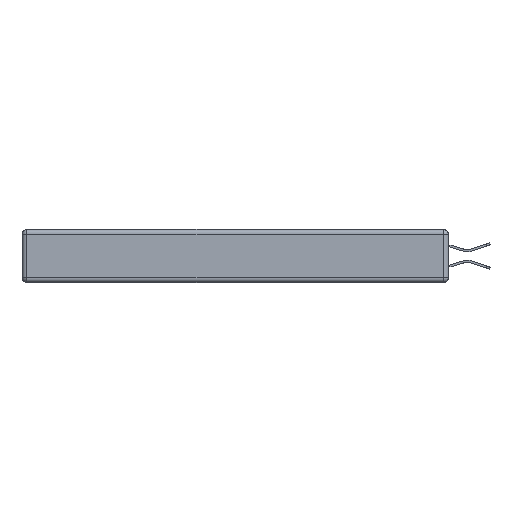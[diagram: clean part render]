
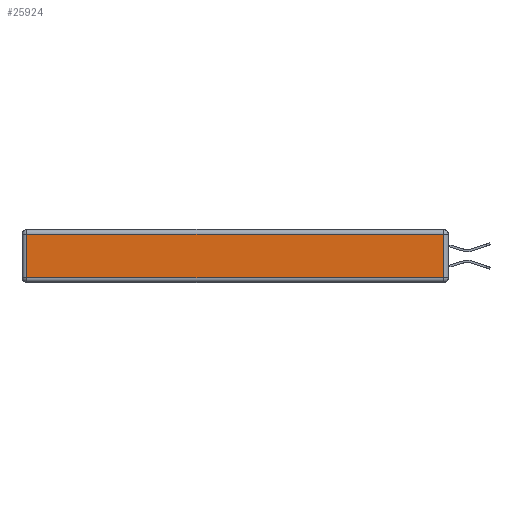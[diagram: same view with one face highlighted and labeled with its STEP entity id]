
A CAD part, left-side view. The second image highlights one B-rep face of the part: STEP entity #25924.
In plain terms, the highlighted planar face has unit normal (-1, 0, 0).
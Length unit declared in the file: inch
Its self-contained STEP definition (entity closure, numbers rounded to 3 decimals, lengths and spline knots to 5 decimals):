
#58 = EDGE_CURVE ( 'NONE', #19586, #22251, #21237, .T. ) ;
#537 = ORIENTED_EDGE ( 'NONE', *, *, #58, .T. ) ;
#2236 = FACE_OUTER_BOUND ( 'NONE', #18579, .T. ) ;
#2410 = CARTESIAN_POINT ( 'NONE',  ( 0., 2.72, -0.03 ) ) ;
#2419 = VECTOR ( 'NONE', #3678, 39.37008 ) ;
#3028 = CARTESIAN_POINT ( 'NONE',  ( 0., 2.72, -0.313 ) ) ;
#3678 = DIRECTION ( 'NONE',  ( 0., 1., 0. ) ) ;
#3988 = CARTESIAN_POINT ( 'NONE',  ( 0., 2.75, -0.03 ) ) ;
#5336 = PLANE ( 'NONE',  #28385 ) ;
#6272 = DIRECTION ( 'NONE',  ( 0., 0., 1. ) ) ;
#8889 = VERTEX_POINT ( 'NONE', #15068 ) ;
#9143 = DIRECTION ( 'NONE',  ( 0., -1., 0. ) ) ;
#10058 = DIRECTION ( 'NONE',  ( -1., 0., 0. ) ) ;
#10485 = CARTESIAN_POINT ( 'NONE',  ( 0., 0.03, -0.03 ) ) ;
#10815 = DIRECTION ( 'NONE',  ( 0., 0., -1. ) ) ;
#10904 = CARTESIAN_POINT ( 'NONE',  ( 0., 0.03, -0.343 ) ) ;
#12417 = ORIENTED_EDGE ( 'NONE', *, *, #21736, .T. ) ;
#15068 = CARTESIAN_POINT ( 'NONE',  ( 0., 0.03, -0.313 ) ) ;
#15210 = EDGE_CURVE ( 'NONE', #27214, #8889, #23651, .T. ) ;
#15817 = VECTOR ( 'NONE', #10815, 39.37008 ) ;
#16477 = EDGE_CURVE ( 'NONE', #22251, #27214, #20232, .T. ) ;
#17232 = DIRECTION ( 'NONE',  ( 0., 0., 1. ) ) ;
#18481 = CARTESIAN_POINT ( 'NONE',  ( 0., 0., -0.313 ) ) ;
#18579 = EDGE_LOOP ( 'NONE', ( #29607, #12417, #537, #26443 ) ) ;
#18969 = VECTOR ( 'NONE', #6272, 39.37008 ) ;
#19586 = VERTEX_POINT ( 'NONE', #10485 ) ;
#20232 = LINE ( 'NONE', #29582, #15817 ) ;
#21237 = LINE ( 'NONE', #3988, #2419 ) ;
#21736 = EDGE_CURVE ( 'NONE', #8889, #19586, #25235, .T. ) ;
#21960 = CARTESIAN_POINT ( 'NONE',  ( 0., 0., -0.343 ) ) ;
#22251 = VERTEX_POINT ( 'NONE', #2410 ) ;
#23651 = LINE ( 'NONE', #18481, #24724 ) ;
#24724 = VECTOR ( 'NONE', #9143, 39.37008 ) ;
#25235 = LINE ( 'NONE', #10904, #18969 ) ;
#25924 = ADVANCED_FACE ( 'NONE', ( #2236 ), #5336, .T. ) ;
#26443 = ORIENTED_EDGE ( 'NONE', *, *, #16477, .T. ) ;
#27214 = VERTEX_POINT ( 'NONE', #3028 ) ;
#28385 = AXIS2_PLACEMENT_3D ( 'NONE', #21960, #10058, #17232 ) ;
#29582 = CARTESIAN_POINT ( 'NONE',  ( 0., 2.72, -0.343 ) ) ;
#29607 = ORIENTED_EDGE ( 'NONE', *, *, #15210, .T. ) ;
